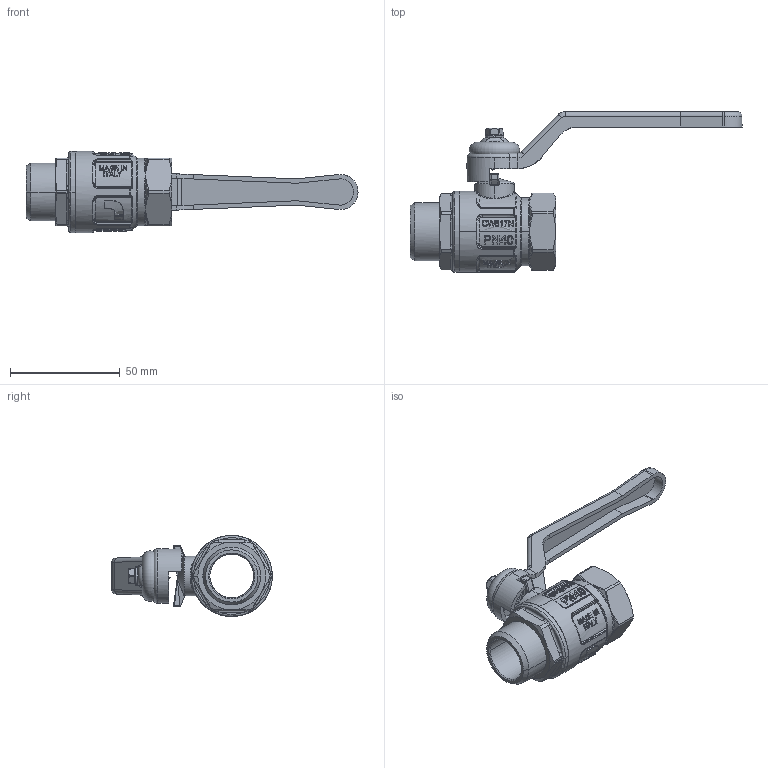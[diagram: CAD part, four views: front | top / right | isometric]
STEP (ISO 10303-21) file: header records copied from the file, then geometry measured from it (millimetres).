
FILE_DESCRIPTION (( 'STEP AP214' ), '1' );
FILE_NAME ('IT-IDEAL09105_R.STEP', '2018-09-21T12:55:20', ( '' ), ( '' ), 'SwSTEP 2.0', 'SolidWorks 2018', '' );
FILE_SCHEMA (( 'AUTOMOTIVE_DESIGN' ));
Length unit declared in the file: millimetre
Products named in the file (1): IT-IDEAL09105_R
Bounding box: 151.5 x 73.3 x 37 mm (x, y, z)
Surface area: 24140.9 mm2 (no closed solid volume)
Topology: 0 solids, 8 shells, 993 faces, 2480 edges, 1505 vertices
Faces by surface type: plane 370, bspline 281, cylinder 197, torus 79, cone 40, sphere 26
Entity records: 47484 total; most frequent: CARTESIAN_POINT 29864, ORIENTED_EDGE 4811, EDGE_CURVE 2428, B_SPLINE_CURVE_WITH_KNOTS 2326, VERTEX_POINT 1501, DIRECTION 1424, EDGE_LOOP 1064, ADVANCED_FACE 992
